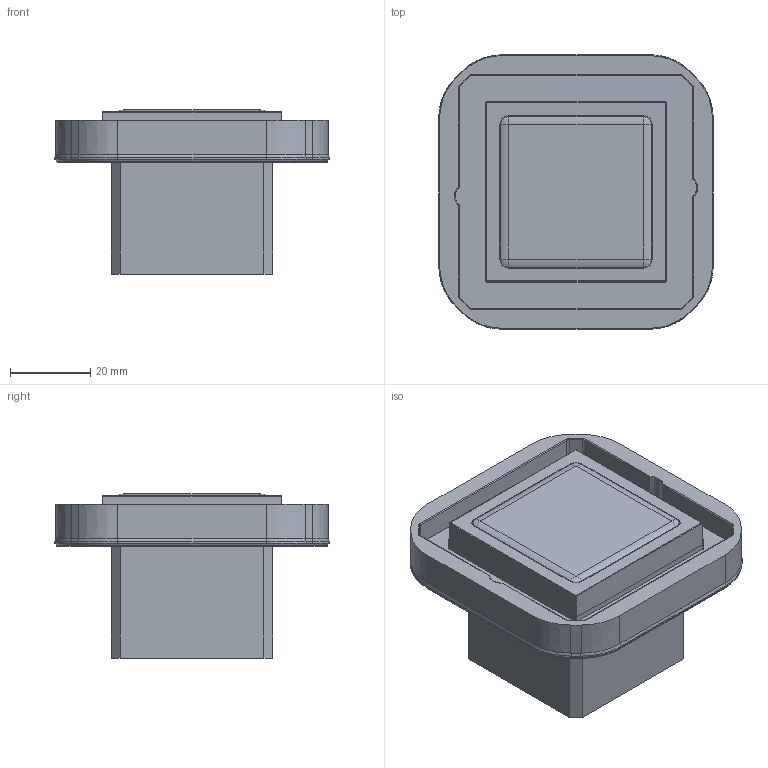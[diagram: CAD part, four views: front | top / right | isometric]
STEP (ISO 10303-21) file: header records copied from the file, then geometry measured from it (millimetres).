
FILE_DESCRIPTION(('CATIA V5 STEP Exchange','CAx-IF Rec.Pracs.--- Model Styling and Organization---1.5--- 2016-08-15','CAx-IF Rec.Pracs.---Supplemental Geometry---1.0---2011-11-01','CAx-IF Rec.Pracs.--- Composite Materials ---1.1---2010-07-15'),'2;1');
FILE_NAME('069583L Balisage.stp','2022-04-01T08:18:06+00:00',('none'),('none'),'CATIA Version 5-6 Release 2020 SP3','CATIA V5 STEP AP214 v2','none');
FILE_SCHEMA(('AUTOMOTIVE_DESIGN { 1 0 10303 214 1 1 1 1 }'));
Length unit declared in the file: millimetre
Products named in the file (1): 069583L
Bounding box: 68.5 x 68.5 x 41.01 mm (x, y, z)
Surface area: 18397.9 mm2 (no closed solid volume)
Topology: 0 solids, 1 shells, 175 faces, 450 edges, 274 vertices
Faces by surface type: plane 55, cylinder 40, bspline 39, extrusion 20, sphere 8, cone 7, torus 6
Entity records: 6265 total; most frequent: CARTESIAN_POINT 2653, ORIENTED_EDGE 856, DIRECTION 502, EDGE_CURVE 446, VERTEX_POINT 274, VECTOR 204, AXIS2_PLACEMENT_3D 185, LINE 184
